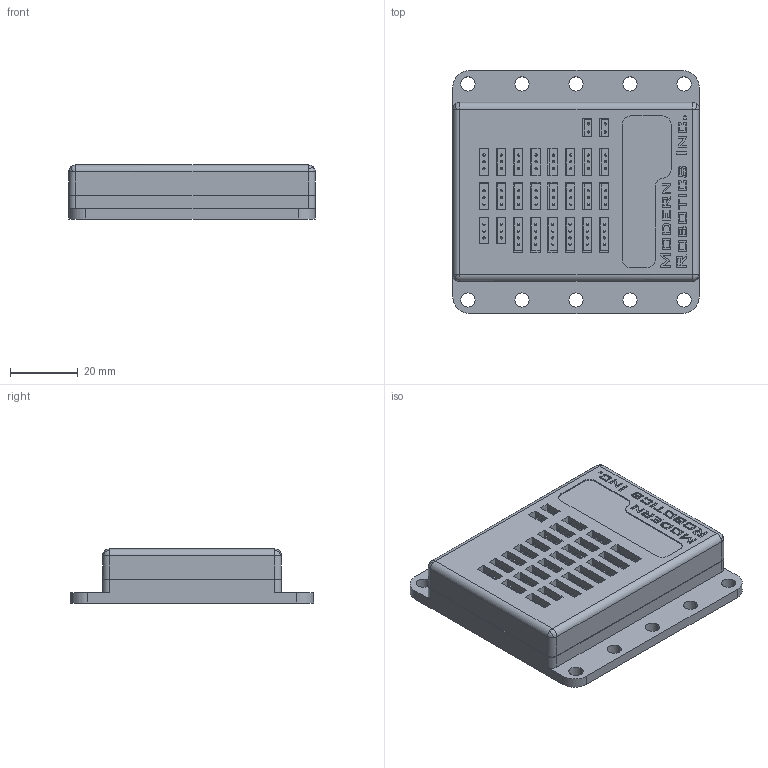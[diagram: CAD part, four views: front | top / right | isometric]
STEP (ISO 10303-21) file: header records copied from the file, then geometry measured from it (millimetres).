
FILE_DESCRIPTION (( 'STEP AP214' ), '1' );
FILE_NAME ('core_device_interface.step', '2017-10-17T01:02:18', ( '' ), ( '' ), 'SwSTEP 2.0', 'SolidWorks 2017', '' );
FILE_SCHEMA (( 'AUTOMOTIVE_DESIGN' ));
Length unit declared in the file: inch
Products named in the file (1): core_device_interface
Bounding box: 73 x 72 x 16 mm (x, y, z)
Volume: 60770.4 mm3; surface area: 21089 mm2
Topology: 1 solids, 1 shells, 967 faces, 2315 edges, 1478 vertices
Faces by surface type: plane 529, cylinder 208, bspline 148, torus 78, cone 4
Entity records: 43776 total; most frequent: CARTESIAN_POINT 9163, ORIENTED_EDGE 4614, DIRECTION 4395, EDGE_CURVE 2307, AXIS2_PLACEMENT_3D 1480, VERTEX_POINT 1478, VECTOR 1435, LINE 1435
